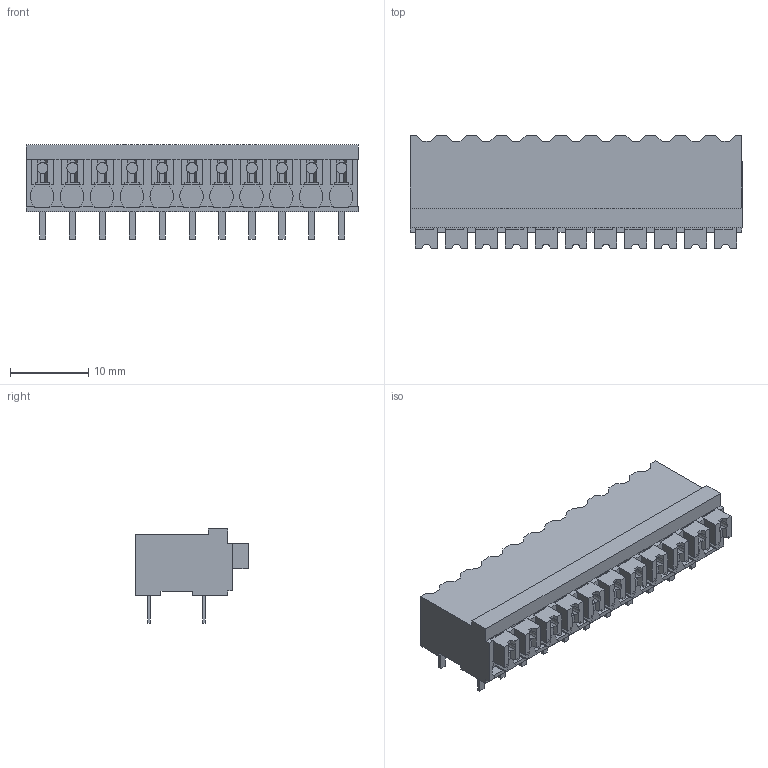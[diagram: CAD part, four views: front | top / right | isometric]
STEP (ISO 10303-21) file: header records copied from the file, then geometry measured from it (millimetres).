
FILE_DESCRIPTION(('CATIA V5 STEP Exchange','CAx-IF Rec.Pracs.--- Model Styling and Organization---1.2---2011-12-15'),'2;1');
FILE_NAME ('D1458152_0', '2018-03-22T10:08:55+00:00', ('none'), ('Weidmueller'), 'CATIA Version 5-6 Release 2014', 'CATIA V5 STEP AP214', 'none');
FILE_SCHEMA(('AUTOMOTIVE_DESIGN { 1 0 10303 214 1 1 1 1 }'));
Length unit declared in the file: millimetre
Products named in the file (1): 1876010000
Bounding box: 42.3 x 14.3 x 12 mm (x, y, z)
Volume: 3630.2 mm3; surface area: 3449.6 mm2
Topology: 34 solids, 34 shells, 852 faces, 2394 edges, 1599 vertices
Faces by surface type: plane 720, cylinder 132
Entity records: 26332 total; most frequent: CARTESIAN_POINT 4933, ORIENTED_EDGE 4788, DIRECTION 3392, EDGE_CURVE 2394, VECTOR 2119, LINE 2119, VERTEX_POINT 1599, EDGE_LOOP 863
